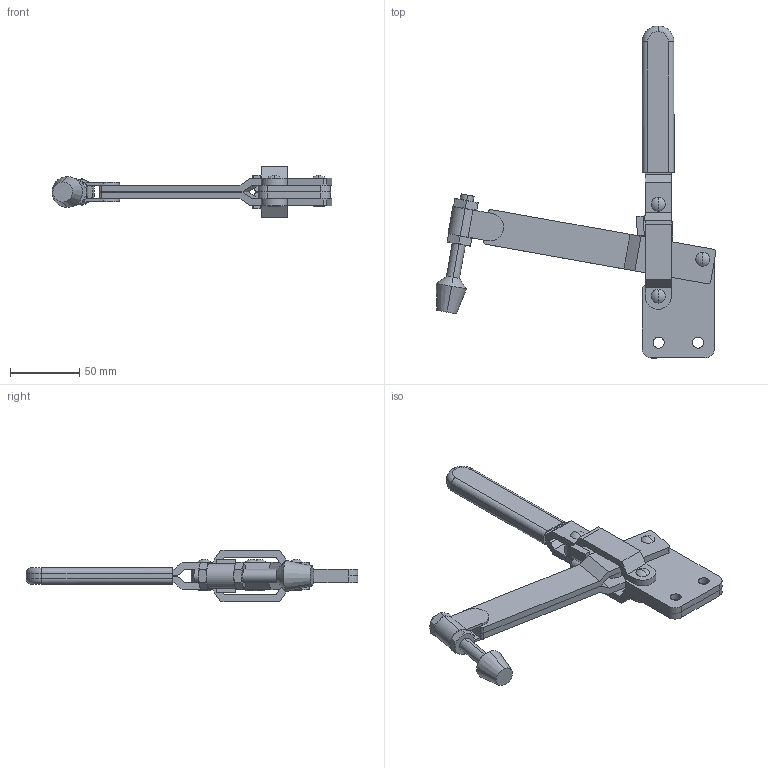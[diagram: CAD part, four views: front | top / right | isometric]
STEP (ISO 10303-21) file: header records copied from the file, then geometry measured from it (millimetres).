
FILE_DESCRIPTION (( 'STEP AP214' ), '1' );
FILE_NAME ('GH-12320(Â²¤Æ)-1.STEP', '2020-05-21T08:11:58', ( 'LinWei' ), ( '' ), 'SwSTEP 2.0', 'SolidWorks 2016', '' );
FILE_SCHEMA (( 'AUTOMOTIVE_DESIGN' ));
Length unit declared in the file: millimetre
Products named in the file (6): GH-12320(簡化)-1; Group2^GH-12320(簡化)-1; Group1^GH-12320(簡化)-1; Group4^GH-12320(簡化)-1; Group5^GH-12320(簡化)-1; Group3^GH-12320(簡化)-1
Assembly tree (5 placements, depth 2):
  GH-12320(簡化)-1
    Group3^GH-12320(簡化)-1
    Group5^GH-12320(簡化)-1
    Group4^GH-12320(簡化)-1
    Group1^GH-12320(簡化)-1
    Group2^GH-12320(簡化)-1
Bounding box: 202.66 x 240.39 x 37 mm (x, y, z)
Volume: 152695.5 mm3; surface area: 61041.6 mm2
Topology: 5 solids, 5 shells, 292 faces, 727 edges, 461 vertices
Faces by surface type: plane 129, cylinder 115, cone 28, torus 12, sphere 8
Entity records: 10062 total; most frequent: CARTESIAN_POINT 1848, DIRECTION 1550, ORIENTED_EDGE 1454, EDGE_CURVE 727, AXIS2_PLACEMENT_3D 583, VERTEX_POINT 461, VECTOR 384, LINE 384
